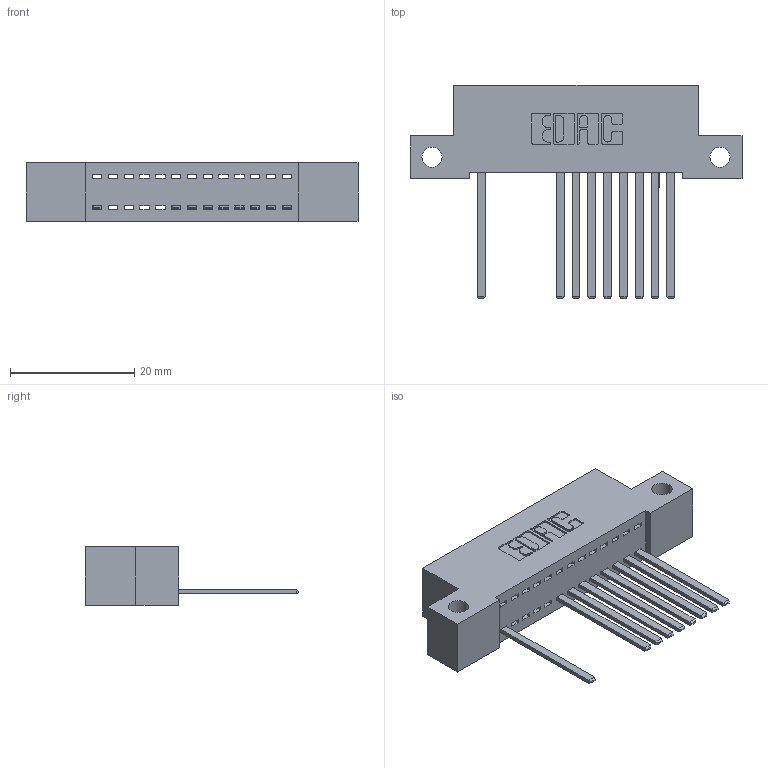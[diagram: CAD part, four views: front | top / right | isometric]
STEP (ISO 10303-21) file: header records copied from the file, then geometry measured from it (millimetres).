
FILE_DESCRIPTION (( 'STEP AP203' ), '1' );
FILE_NAME ('392-013-544-112.STEP', '2018-08-14T23:14:32', ( '' ), ( '' ), 'SwSTEP 2.0', 'SolidWorks 2016', '' );
FILE_SCHEMA (( 'CONFIG_CONTROL_DESIGN' ));
Length unit declared in the file: inch
Products named in the file (3): 342 Part_Side Mount; 345-292-001_345-293-144; 392-013-544-112
Assembly tree (10 placements, depth 2):
  392-013-544-112
    342 Part_Side Mount
    345-292-001_345-293-144  x9
Bounding box: 53.34 x 34.3 x 9.4 mm (x, y, z)
Volume: 4554.6 mm3; surface area: 6043.3 mm2
Topology: 10 solids, 10 shells, 626 faces, 1889 edges, 1246 vertices
Faces by surface type: plane 456, cylinder 170
Entity records: 11257 total; most frequent: CARTESIAN_POINT 1969, ORIENTED_EDGE 1922, DIRECTION 1711, EDGE_CURVE 961, VECTOR 837, LINE 837, VERTEX_POINT 638, AXIS2_PLACEMENT_3D 437
